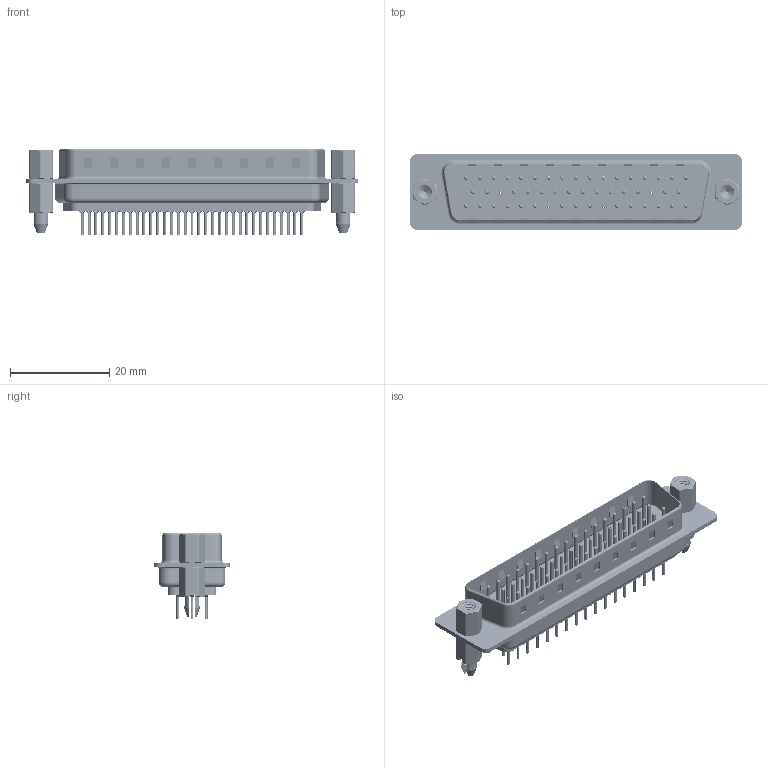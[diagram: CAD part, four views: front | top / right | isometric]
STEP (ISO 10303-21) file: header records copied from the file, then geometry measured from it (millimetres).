
FILE_DESCRIPTION (( 'STEP AP203' ), '1' );
FILE_NAME ('627-050-320-047.STEP', '2020-07-15T12:56:21', ( '' ), ( '' ), 'SwSTEP 2.0', 'SolidWorks 2020', '' );
FILE_SCHEMA (( 'CONFIG_CONTROL_DESIGN' ));
Length unit declared in the file: millimetre
Products named in the file (9): 627 4-40 Hex Standoff; 627 Contact Row 2_20L; 627 Housing_50 LP; 627 4-40 Threaded Boardlock_LP; 627 Contact Row 3_20L; 627 Shell Rear_50 Contacts; 627-050-320-047; 627 Shell Front_50 Contacts; 627 Contact Row 1_20L
Assembly tree (57 placements, depth 2):
  627-050-320-047
    627 Housing_50 LP
    627 Shell Front_50 Contacts
    627 Shell Rear_50 Contacts
    627 Contact Row 1_20L  x17
    627 Contact Row 2_20L  x16
    627 Contact Row 3_20L  x17
    627 4-40 Hex Standoff  x2
    627 4-40 Threaded Boardlock_LP  x2
Bounding box: 67 x 15.3 x 17.3 mm (x, y, z)
Volume: 4751 mm3; surface area: 13358.5 mm2
Topology: 57 solids, 57 shells, 5512 faces, 14487 edges, 8998 vertices
Faces by surface type: cylinder 2095, plane 1457, torus 1406, cone 536, bspline 18
Entity records: 41834 total; most frequent: CARTESIAN_POINT 11072, DIRECTION 6312, ORIENTED_EDGE 5738, EDGE_CURVE 2869, AXIS2_PLACEMENT_3D 2519, VERTEX_POINT 1846, EDGE_LOOP 1409, CIRCLE 1319
